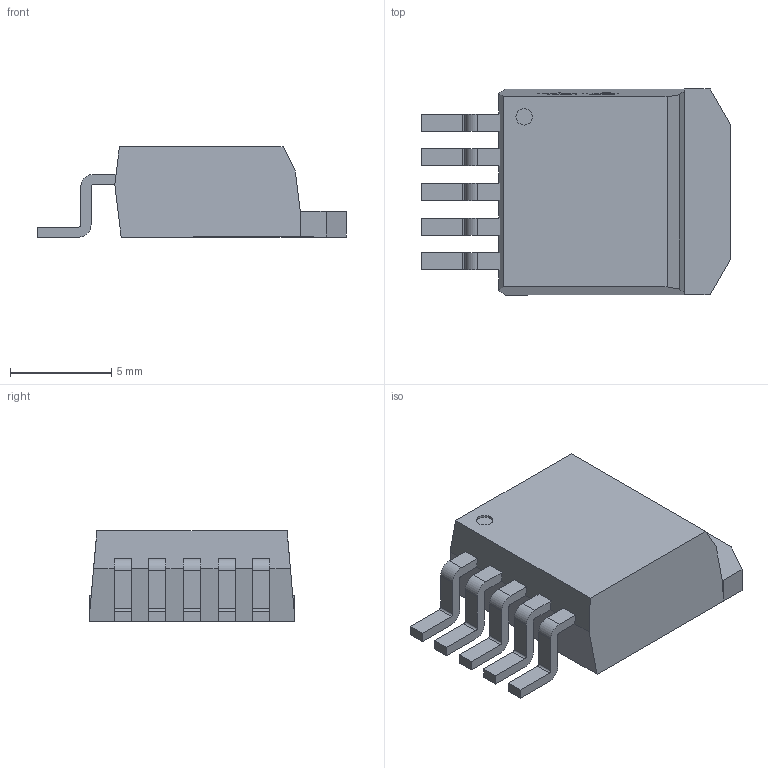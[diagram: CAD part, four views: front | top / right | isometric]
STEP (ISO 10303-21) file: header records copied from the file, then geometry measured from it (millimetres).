
FILE_DESCRIPTION (( 'STEP AP214' ), '1' );
FILE_NAME ('TO-263-5_L10.2-W9.2-P1.70-LS15.2-TL.step', '2022-08-01T13:07:39', ( '' ), ( '' ), 'SwSTEP 2.0', 'SolidWorks 2020', '' );
FILE_SCHEMA (( 'AUTOMOTIVE_DESIGN' ));
Length unit declared in the file: millimetre
Products named in the file (1): TO-263-5_L10.2-W9.2-P1.70-LS15.2-TL
Bounding box: 15.24 x 10.16 x 4.45 mm (x, y, z)
Volume: 423.1 mm3; surface area: 462.4 mm2
Topology: 1 solids, 1 shells, 316 faces, 866 edges, 572 vertices
Faces by surface type: plane 196, bspline 98, cylinder 22
Entity records: 13950 total; most frequent: CARTESIAN_POINT 3067, ORIENTED_EDGE 1732, DIRECTION 1146, EDGE_CURVE 866, LINE 620, VECTOR 620, VERTEX_POINT 572, EDGE_LOOP 336
